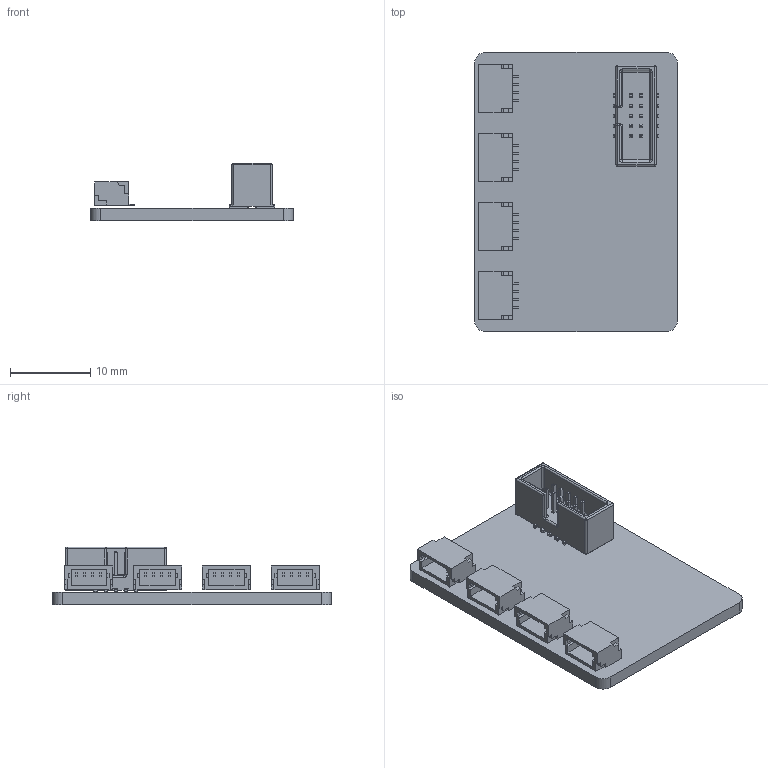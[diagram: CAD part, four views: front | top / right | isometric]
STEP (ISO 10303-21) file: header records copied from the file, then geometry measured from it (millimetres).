
FILE_DESCRIPTION(('Open CASCADE Model'),'2;1');
FILE_NAME('Open CASCADE Shape Model','2019-05-29T23:44:51',('Author'),( 'Open CASCADE'),'Open CASCADE STEP processor 6.8','Open CASCADE 6.8' ,'Unknown');
FILE_SCHEMA(('AUTOMOTIVE_DESIGN { 1 0 10303 214 1 1 1 1 }'));
Length unit declared in the file: millimetre
Products named in the file (6): PCB; Board; Open CASCADE STEP translator 6.8 5.1.1; Free-Models; SM04B-SRSS-TB; IDCHeader2x5pin1.27mm
Assembly tree (8 placements, depth 3):
  PCB
    Board
      Open CASCADE STEP translator 6.8 5.1.1
    Free-Models
      SM04B-SRSS-TB  x4
      IDCHeader2x5pin1.27mm
Bounding box: 25.28 x 34.84 x 7.2 mm (x, y, z)
Volume: 1770.9 mm3; surface area: 3087.3 mm2
Topology: 6 solids, 6 shells, 746 faces, 1940 edges, 1228 vertices
Faces by surface type: plane 516, cylinder 190, torus 32, sphere 8
Full cylindrical faces by diameter (mm): 1 x2
Entity records: 16099 total; most frequent: CARTESIAN_POINT 2802, ORIENTED_EDGE 2400, DIRECTION 2256, EDGE_CURVE 1200, LINE 872, VECTOR 872, VERTEX_POINT 742, AXIS2_PLACEMENT_3D 692
